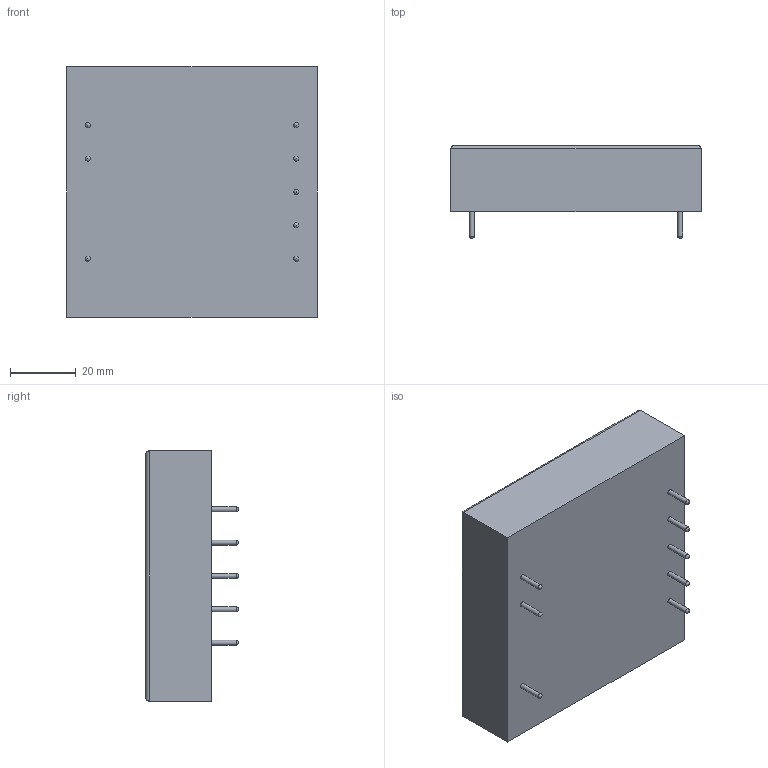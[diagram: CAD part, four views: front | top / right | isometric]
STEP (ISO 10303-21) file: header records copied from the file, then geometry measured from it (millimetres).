
FILE_DESCRIPTION(/* description */ (''),/* implementation_level */ '2;1');
FILE_NAME(/* name */ 'WA50-220S12K1 v3.step',/* time_stamp */ '2017-08-16T01:32:34+03:00',/* author */ (''),/* organization */ (''),/* preprocessor_version */ 'ST-DEVELOPER v16.13',/* originating_system */ 'Autodesk Translation Framework v6.1.1.50',/* authorisation */ '');
FILE_SCHEMA (('AUTOMOTIVE_DESIGN { 1 0 10303 214 3 1 1 }'));
Length unit declared in the file: millimetre
Products named in the file (4): WA50-220S12K1 v3; Component1; Component2; Component3
Assembly tree (3 placements, depth 2):
  WA50-220S12K1 v3
    Component1
    Component2
    Component3
Bounding box: 76.2 x 28.35 x 76.2 mm (x, y, z)
Volume: 116184.1 mm3; surface area: 18080.6 mm2
Topology: 40 solids, 40 shells, 627 faces, 1645 edges, 1098 vertices
Faces by surface type: bspline 331, plane 284, cylinder 12
Full cylindrical faces by diameter (mm): 1.5 x8
Entity records: 22395 total; most frequent: CARTESIAN_POINT 9085, ORIENTED_EDGE 3274, EDGE_CURVE 1637, DIRECTION 1635, VERTEX_POINT 1098, LINE 939, VECTOR 939, EDGE_LOOP 647
